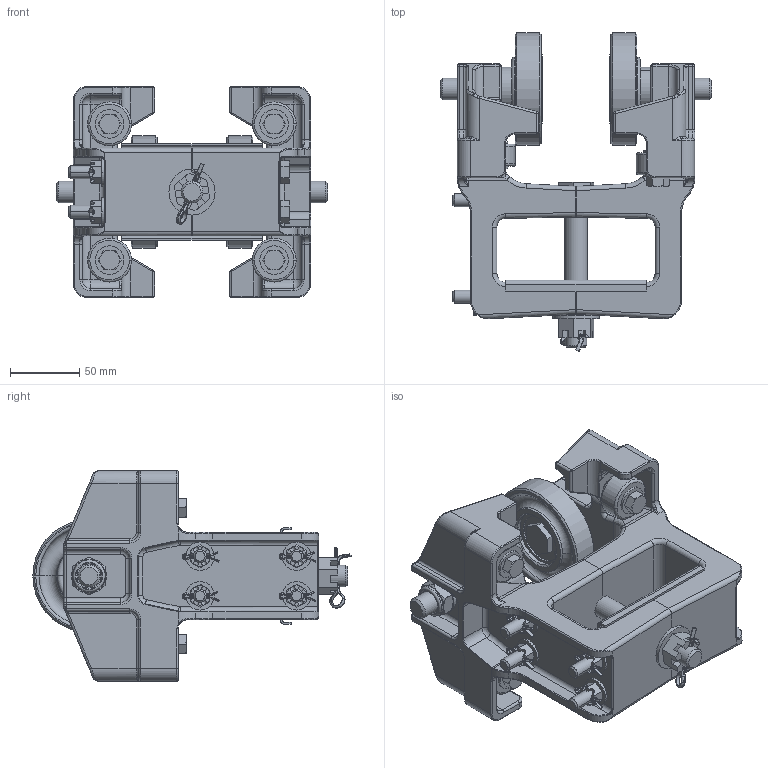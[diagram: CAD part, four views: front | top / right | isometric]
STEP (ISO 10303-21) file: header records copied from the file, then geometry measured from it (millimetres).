
FILE_DESCRIPTION((''),'2;1');
FILE_NAME('10020 AC-500-2-325 TROLLEY.stp','2011-03-30T13:38:12',('jholman'),(''),'Autodesk Inventor 2011','Autodesk Inventor 2011','');
FILE_SCHEMA(('AUTOMOTIVE_DESIGN { 1 0 10303 214 1 1 1 1 }'));
Length unit declared in the file: inch
Products named in the file (23): 10020; 3D11O4B4D; 3D113HB4C; 3D1167B4C; 3D11A6B4A; 3D11W6B4B; 3D11K7B4B; 3D11Q6B4B; 3D1144G4A; 3D1134G4A; Type A - Plain Washer (Inch) 5/8 - narrow - Type A; Hex Bolt - UNC (Regular Thread - Inch) 5/8-11 UNC - 4.5; 3D1113B4B; 3D1153B4A; Slotted Hex Nut - UNC (Regular Thread - Inch) 3/8 - 16; Pin - Cotter - Extended Prong Square Cut Type (Inch)  ANSI B18.8.1 3/32 x 3/4 Extended Prong Square Cut Type; 3D112HB4B; 3D11X6B4A; Hex Bolt - Inch 3/8-16 UNC - 2; Hex Nut - UNC (Regular Thread - Inch) 3/8 - 16; 3D11X2B4A; 3D1124B4A; 3D1179B4C
Assembly tree (47 placements, depth 3):
  10020
    3D11O4B4D  x2
    3D113HB4C  x2
      3D1167B4C
      3D11A6B4A
      3D11W6B4B
      3D11K7B4B
      3D11Q6B4B
    3D1144G4A  x2
    3D1134G4A  x2
    Type A - Plain Washer (Inch) 5/8 - narrow - Type A  x2
    Hex Bolt - UNC (Regular Thread - Inch) 5/8-11 UNC - 4.5
    3D1113B4B  x4
    3D1153B4A  x4
    Slotted Hex Nut - UNC (Regular Thread - Inch) 3/8 - 16  x4
    Pin - Cotter - Extended Prong Square Cut Type (Inch)  ANSI B18.8.1 3/32 x 3/4 Extended Prong Square Cut Type  x4
    3D112HB4B  x4
      3D11X6B4A
      3D1153B4A
      Hex Bolt - Inch 3/8-16 UNC - 2
    Hex Nut - UNC (Regular Thread - Inch) 3/8 - 16  x4
    3D11X2B4A
    3D1124B4A
    3D1179B4C
Bounding box: 196.27 x 230 x 152.4 mm (x, y, z)
Volume: 1138867.5 mm3; surface area: 338566.9 mm2
Topology: 58 solids, 58 shells, 2304 faces, 5357 edges, 3105 vertices
Faces by surface type: cylinder 736, plane 596, bspline 358, torus 278, cone 204, sphere 132
Full cylindrical faces by diameter (mm): 3.969 x1, 7.798 x8, 9.525 x8, 9.855 x4, 10.319 x8, 13.386 x2, 14.275 x4, 14.351 x2, 15.862 x2, 15.875 x1, 16.272 x2, 16.307 x1, 16.612 x2, 16.662 x2, 16.669 x1, 16.98 x2, 17.374 x2, 23.114 x2, 25.4 x2, 33.325 x2, 40.005 x2
Entity records: 31772 total; most frequent: CARTESIAN_POINT 9375, DIRECTION 4673, ORIENTED_EDGE 4402, EDGE_CURVE 2201, AXIS2_PLACEMENT_3D 1933, VERTEX_POINT 1322, EDGE_LOOP 1065, CIRCLE 994
